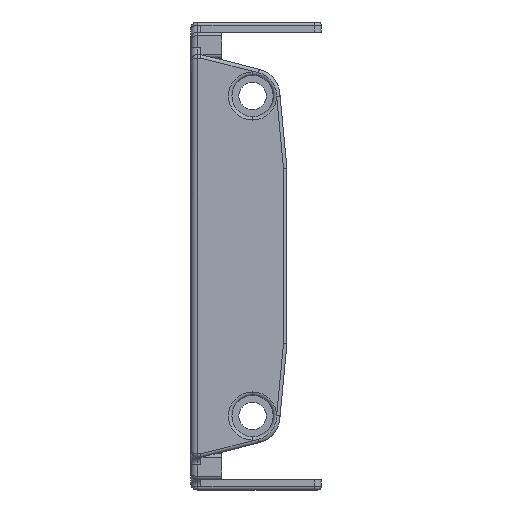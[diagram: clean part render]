
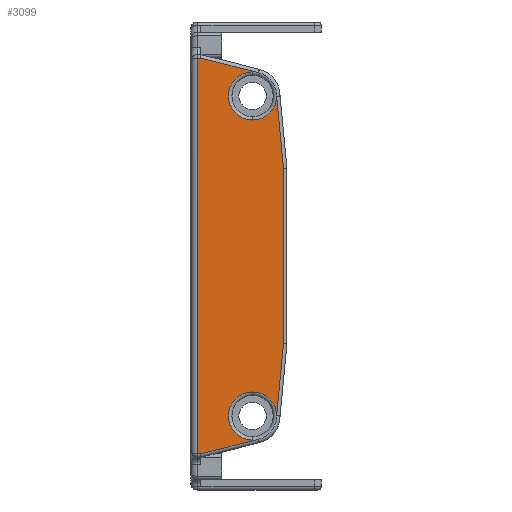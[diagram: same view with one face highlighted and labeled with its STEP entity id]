
A CAD part, left-side view. The second image highlights one B-rep face of the part: STEP entity #3099.
In plain terms, the highlighted planar face has unit normal (-1, 0, 0).
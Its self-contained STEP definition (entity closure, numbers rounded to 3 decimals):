
#3 = EDGE_CURVE ( 'NONE', #1671, #8155, #481, .T. ) ;
#18 = CARTESIAN_POINT ( 'NONE',  ( -122.8, 22., -46.5 ) ) ;
#58 = CARTESIAN_POINT ( 'NONE',  ( -122.8, 22., 46.5 ) ) ;
#64 = CIRCLE ( 'NONE', #7250, 7. ) ;
#138 = DIRECTION ( 'NONE',  ( 0., 0., 1. ) ) ;
#192 = AXIS2_PLACEMENT_3D ( 'NONE', #18, #3442, #4968 ) ;
#234 = FACE_OUTER_BOUND ( 'NONE', #7091, .T. ) ;
#258 = DIRECTION ( 'NONE',  ( 1., 0., 0. ) ) ;
#300 = VERTEX_POINT ( 'NONE', #1130 ) ;
#431 = AXIS2_PLACEMENT_3D ( 'NONE', #58, #825, #6985 ) ;
#481 = LINE ( 'NONE', #2655, #516 ) ;
#516 = VECTOR ( 'NONE', #3270, 1000. ) ;
#524 = EDGE_CURVE ( 'NONE', #8807, #2489, #5480, .T. ) ;
#753 = LINE ( 'NONE', #4753, #2752 ) ;
#825 = DIRECTION ( 'NONE',  ( 1., 0., 0. ) ) ;
#831 = VERTEX_POINT ( 'NONE', #4440 ) ;
#841 = LINE ( 'NONE', #6954, #4658 ) ;
#1076 = CIRCLE ( 'NONE', #3800, 7. ) ;
#1096 = CARTESIAN_POINT ( 'NONE',  ( -122.8, 22., -53.5 ) ) ;
#1130 = CARTESIAN_POINT ( 'NONE',  ( -122.8, 22., 53.5 ) ) ;
#1147 = VERTEX_POINT ( 'NONE', #1643 ) ;
#1540 = DIRECTION ( 'NONE',  ( 0., 0., 1. ) ) ;
#1567 = VECTOR ( 'NONE', #5925, 1000. ) ;
#1629 = DIRECTION ( 'NONE',  ( -1., 0., 0. ) ) ;
#1643 = CARTESIAN_POINT ( 'NONE',  ( -122.8, 22., 39.5 ) ) ;
#1671 = VERTEX_POINT ( 'NONE', #5407 ) ;
#1877 = CARTESIAN_POINT ( 'NONE',  ( -122.8, 15., -46.454 ) ) ;
#2153 = CIRCLE ( 'NONE', #3172, 7. ) ;
#2267 = CARTESIAN_POINT ( 'NONE',  ( -122.8, 22., -46.5 ) ) ;
#2324 = AXIS2_PLACEMENT_3D ( 'NONE', #5048, #1629, #5136 ) ;
#2402 = EDGE_CURVE ( 'NONE', #831, #1147, #8314, .T. ) ;
#2489 = VERTEX_POINT ( 'NONE', #6591 ) ;
#2499 = CARTESIAN_POINT ( 'NONE',  ( -122.8, -11.353, 45.37 ) ) ;
#2549 = VECTOR ( 'NONE', #4680, 1000. ) ;
#2655 = CARTESIAN_POINT ( 'NONE',  ( -122.8, 20.301, -53.291 ) ) ;
#2663 = CARTESIAN_POINT ( 'NONE',  ( -122.8, 22., -46.5 ) ) ;
#2752 = VECTOR ( 'NONE', #4100, 1000. ) ;
#3042 = VERTEX_POINT ( 'NONE', #6052 ) ;
#3059 = VERTEX_POINT ( 'NONE', #7066 ) ;
#3099 = ADVANCED_FACE ( 'NONE', ( #234 ), #6498, .T. ) ;
#3103 = ORIENTED_EDGE ( 'NONE', *, *, #5721, .T. ) ;
#3172 = AXIS2_PLACEMENT_3D ( 'NONE', #2663, #5387, #8131 ) ;
#3217 = CIRCLE ( 'NONE', #192, 7. ) ;
#3244 = VECTOR ( 'NONE', #8020, 1000. ) ;
#3262 = CARTESIAN_POINT ( 'NONE',  ( -122.8, 0., -57.5 ) ) ;
#3270 = DIRECTION ( 'NONE',  ( 0., -0.97, 0.243 ) ) ;
#3382 = CARTESIAN_POINT ( 'NONE',  ( -122.8, 20.301, 53.291 ) ) ;
#3442 = DIRECTION ( 'NONE',  ( 1., 0., 0. ) ) ;
#3499 = VECTOR ( 'NONE', #4886, 1000. ) ;
#3571 = EDGE_CURVE ( 'NONE', #4560, #3059, #753, .T. ) ;
#3673 = ORIENTED_EDGE ( 'NONE', *, *, #4406, .T. ) ;
#3706 = ORIENTED_EDGE ( 'NONE', *, *, #8209, .T. ) ;
#3800 = AXIS2_PLACEMENT_3D ( 'NONE', #7730, #258, #7009 ) ;
#3953 = ORIENTED_EDGE ( 'NONE', *, *, #4874, .T. ) ;
#4045 = CARTESIAN_POINT ( 'NONE',  ( -122.8, 37.123, 57.5 ) ) ;
#4100 = DIRECTION ( 'NONE',  ( 0., -0.095, 0.995 ) ) ;
#4406 = EDGE_CURVE ( 'NONE', #5628, #8807, #5600, .T. ) ;
#4440 = CARTESIAN_POINT ( 'NONE',  ( -122.8, 15., 46.454 ) ) ;
#4560 = VERTEX_POINT ( 'NONE', #1877 ) ;
#4658 = VECTOR ( 'NONE', #5598, 1000. ) ;
#4680 = DIRECTION ( 'NONE',  ( 0., 0., -1. ) ) ;
#4691 = CARTESIAN_POINT ( 'NONE',  ( -122.8, 22., -39.5 ) ) ;
#4753 = CARTESIAN_POINT ( 'NONE',  ( -122.8, 10.481, 0.998 ) ) ;
#4804 = CARTESIAN_POINT ( 'NONE',  ( -122.8, 20.301, -53.291 ) ) ;
#4874 = EDGE_CURVE ( 'NONE', #7941, #4560, #5804, .T. ) ;
#4886 = DIRECTION ( 'NONE',  ( 0., 1., 0. ) ) ;
#4968 = DIRECTION ( 'NONE',  ( 0., 0., 1. ) ) ;
#5048 = CARTESIAN_POINT ( 'NONE',  ( -122.8, 0., 0. ) ) ;
#5136 = DIRECTION ( 'NONE',  ( 0., 0., 1. ) ) ;
#5178 = VERTEX_POINT ( 'NONE', #3382 ) ;
#5387 = DIRECTION ( 'NONE',  ( 1., 0., 0. ) ) ;
#5392 = ORIENTED_EDGE ( 'NONE', *, *, #5487, .T. ) ;
#5407 = CARTESIAN_POINT ( 'NONE',  ( -122.8, 37.123, -57.5 ) ) ;
#5480 = LINE ( 'NONE', #6845, #2549 ) ;
#5487 = EDGE_CURVE ( 'NONE', #3042, #831, #7913, .T. ) ;
#5598 = DIRECTION ( 'NONE',  ( 0., 0., 1. ) ) ;
#5600 = LINE ( 'NONE', #7135, #3499 ) ;
#5628 = VERTEX_POINT ( 'NONE', #4045 ) ;
#5721 = EDGE_CURVE ( 'NONE', #8155, #7210, #2153, .T. ) ;
#5730 = ORIENTED_EDGE ( 'NONE', *, *, #7053, .T. ) ;
#5804 = CIRCLE ( 'NONE', #6950, 7. ) ;
#5925 = DIRECTION ( 'NONE',  ( 0., 0.095, 0.995 ) ) ;
#5934 = EDGE_CURVE ( 'NONE', #2489, #1671, #8782, .T. ) ;
#5949 = LINE ( 'NONE', #2499, #3244 ) ;
#6052 = CARTESIAN_POINT ( 'NONE',  ( -122.8, 13., 25.452 ) ) ;
#6056 = ORIENTED_EDGE ( 'NONE', *, *, #524, .T. ) ;
#6437 = ORIENTED_EDGE ( 'NONE', *, *, #3, .T. ) ;
#6498 = PLANE ( 'NONE',  #2324 ) ;
#6591 = CARTESIAN_POINT ( 'NONE',  ( -122.8, 38., -57.5 ) ) ;
#6845 = CARTESIAN_POINT ( 'NONE',  ( -122.8, 38., 0. ) ) ;
#6950 = AXIS2_PLACEMENT_3D ( 'NONE', #2267, #7645, #138 ) ;
#6954 = CARTESIAN_POINT ( 'NONE',  ( -122.8, 13., 25.5 ) ) ;
#6985 = DIRECTION ( 'NONE',  ( 0., 0., 1. ) ) ;
#7009 = DIRECTION ( 'NONE',  ( 0., 0., 1. ) ) ;
#7053 = EDGE_CURVE ( 'NONE', #7210, #7941, #3217, .T. ) ;
#7066 = CARTESIAN_POINT ( 'NONE',  ( -122.8, 13., -25.452 ) ) ;
#7091 = EDGE_LOOP ( 'NONE', ( #7298, #3673, #6056, #7366, #6437, #3103, #5730, #3953, #8552, #8544, #5392, #7719, #8213, #3706 ) ) ;
#7135 = CARTESIAN_POINT ( 'NONE',  ( -122.8, 0., 57.5 ) ) ;
#7210 = VERTEX_POINT ( 'NONE', #1096 ) ;
#7250 = AXIS2_PLACEMENT_3D ( 'NONE', #8557, #7847, #1540 ) ;
#7298 = ORIENTED_EDGE ( 'NONE', *, *, #8855, .T. ) ;
#7366 = ORIENTED_EDGE ( 'NONE', *, *, #5934, .T. ) ;
#7645 = DIRECTION ( 'NONE',  ( 1., 0., 0. ) ) ;
#7719 = ORIENTED_EDGE ( 'NONE', *, *, #2402, .T. ) ;
#7730 = CARTESIAN_POINT ( 'NONE',  ( -122.8, 22., 46.5 ) ) ;
#7777 = EDGE_CURVE ( 'NONE', #3059, #3042, #841, .T. ) ;
#7847 = DIRECTION ( 'NONE',  ( 1., 0., 0. ) ) ;
#7913 = LINE ( 'NONE', #7961, #1567 ) ;
#7941 = VERTEX_POINT ( 'NONE', #4691 ) ;
#7961 = CARTESIAN_POINT ( 'NONE',  ( -122.8, 14.995, 46.405 ) ) ;
#8020 = DIRECTION ( 'NONE',  ( 0., 0.97, 0.243 ) ) ;
#8131 = DIRECTION ( 'NONE',  ( 0., 0., 1. ) ) ;
#8155 = VERTEX_POINT ( 'NONE', #4804 ) ;
#8209 = EDGE_CURVE ( 'NONE', #300, #5178, #1076, .T. ) ;
#8213 = ORIENTED_EDGE ( 'NONE', *, *, #8683, .T. ) ;
#8314 = CIRCLE ( 'NONE', #431, 7. ) ;
#8544 = ORIENTED_EDGE ( 'NONE', *, *, #7777, .T. ) ;
#8552 = ORIENTED_EDGE ( 'NONE', *, *, #3571, .T. ) ;
#8557 = CARTESIAN_POINT ( 'NONE',  ( -122.8, 22., 46.5 ) ) ;
#8607 = VECTOR ( 'NONE', #8735, 1000. ) ;
#8638 = CARTESIAN_POINT ( 'NONE',  ( -122.8, 38., 57.5 ) ) ;
#8683 = EDGE_CURVE ( 'NONE', #1147, #300, #64, .T. ) ;
#8735 = DIRECTION ( 'NONE',  ( 0., -1., 0. ) ) ;
#8782 = LINE ( 'NONE', #3262, #8607 ) ;
#8807 = VERTEX_POINT ( 'NONE', #8638 ) ;
#8855 = EDGE_CURVE ( 'NONE', #5178, #5628, #5949, .T. ) ;
